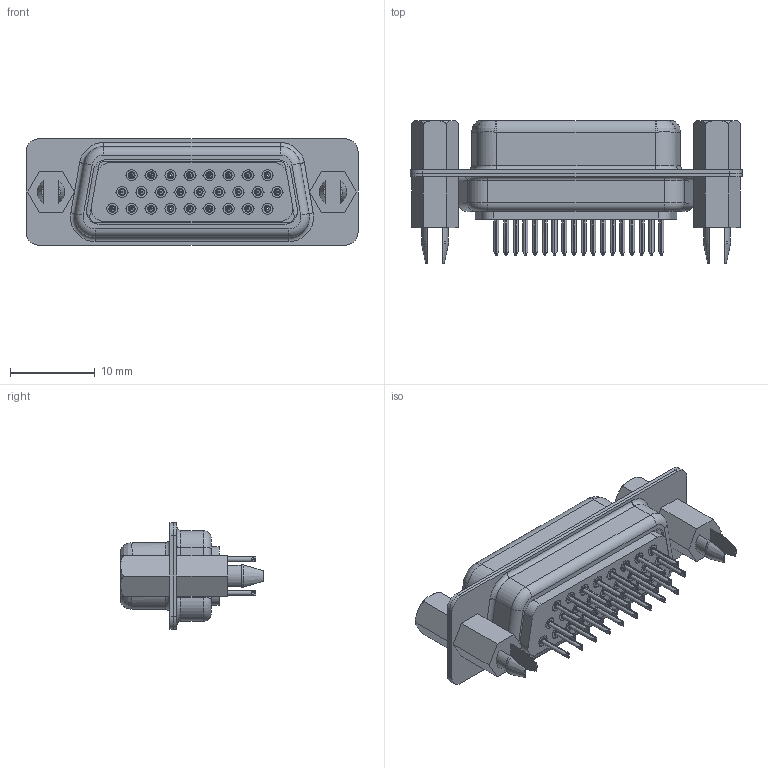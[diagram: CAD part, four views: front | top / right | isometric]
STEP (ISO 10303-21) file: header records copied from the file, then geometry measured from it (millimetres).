
FILE_DESCRIPTION((''),'2;1');
FILE_NAME('105-2620823B10-A1_ASM','2019-03-13T',('admin'),(''),'PRO/ENGINEER BY PARAMETRIC TECHNOLOGY CORPORATION, 2009280','PRO/ENGINEER BY PARAMETRIC TECHNOLOGY CORPORATION, 2009280','');
FILE_SCHEMA(('CONFIG_CONTROL_DESIGN'));
Length unit declared in the file: millimetre
Products named in the file (8): 802150220201; 8002620112001; 8002650112001; 802150320201; 80622120431; 81712060211712; 80911108580113; 105-2620823B10-A1_ASM
Assembly tree (68 placements, depth 2):
  105-2620823B10-A1_ASM
    802150220201
    8002620112001
    8002650112001
    802150320201
    80622120431  x60
    81712060211712  x2
    80911108580113  x2
Bounding box: 39.2 x 16.8 x 12.55 mm (x, y, z)
Volume: 2895.1 mm3; surface area: 12276.8 mm2
Topology: 68 solids, 68 shells, 4518 faces, 12004 edges, 7910 vertices
Faces by surface type: cylinder 1778, plane 1662, cone 560, torus 456, bspline 58, sphere 4
Entity records: 27395 total; most frequent: CARTESIAN_POINT 10149, DIRECTION 3696, ORIENTED_EDGE 3404, EDGE_CURVE 1702, AXIS2_PLACEMENT_3D 1504, VERTEX_POINT 1096, EDGE_LOOP 854, CIRCLE 787
